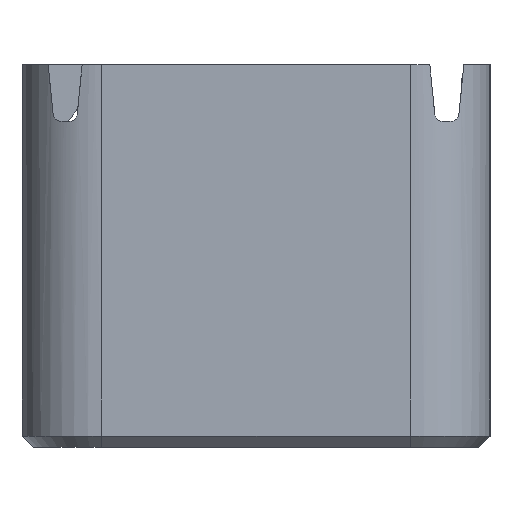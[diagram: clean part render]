
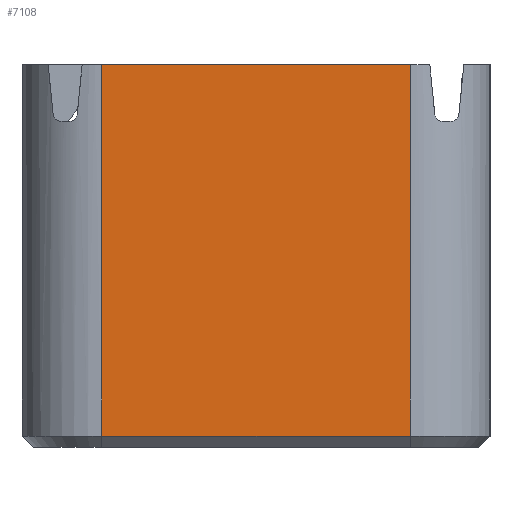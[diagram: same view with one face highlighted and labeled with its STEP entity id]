
A CAD part, left-side view. The second image highlights one B-rep face of the part: STEP entity #7108.
In plain terms, the highlighted planar face has unit normal (-1, 0, 0).
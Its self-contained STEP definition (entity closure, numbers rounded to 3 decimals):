
#100 = PLANE('',#101);
#101 = AXIS2_PLACEMENT_3D('',#102,#103,#104);
#102 = CARTESIAN_POINT('',(0.,0.,33.7));
#103 = DIRECTION('',(0.,0.,1.));
#104 = DIRECTION('',(1.,0.,0.));
#128 = CYLINDRICAL_SURFACE('',#129,7.);
#129 = AXIS2_PLACEMENT_3D('',#130,#131,#132);
#130 = CARTESIAN_POINT('',(7.,34.2,33.7));
#131 = DIRECTION('',(0.,0.,-1.));
#132 = DIRECTION('',(-1.,-0.,-0.));
#3896 = VERTEX_POINT('',#3897);
#3897 = CARTESIAN_POINT('',(0.,34.2,1.));
#3919 = EDGE_CURVE('',#3920,#3896,#3922,.T.);
#3920 = VERTEX_POINT('',#3921);
#3921 = CARTESIAN_POINT('',(0.,34.2,33.7));
#3922 = SURFACE_CURVE('',#3923,(#3927,#3934),.PCURVE_S1.);
#3923 = LINE('',#3924,#3925);
#3924 = CARTESIAN_POINT('',(0.,34.2,33.7));
#3925 = VECTOR('',#3926,1.);
#3926 = DIRECTION('',(0.,0.,-1.));
#3927 = PCURVE('',#128,#3928);
#3928 = DEFINITIONAL_REPRESENTATION('',(#3929),#3933);
#3929 = LINE('',#3930,#3931);
#3930 = CARTESIAN_POINT('',(0.,0.));
#3931 = VECTOR('',#3932,1.);
#3932 = DIRECTION('',(0.,1.));
#3933 = ( GEOMETRIC_REPRESENTATION_CONTEXT(2) 
PARAMETRIC_REPRESENTATION_CONTEXT() REPRESENTATION_CONTEXT('2D SPACE',''
  ) );
#3934 = PCURVE('',#3935,#3940);
#3935 = PLANE('',#3936);
#3936 = AXIS2_PLACEMENT_3D('',#3937,#3938,#3939);
#3937 = CARTESIAN_POINT('',(0.,0.,0.));
#3938 = DIRECTION('',(1.,0.,0.));
#3939 = DIRECTION('',(0.,0.,1.));
#3940 = DEFINITIONAL_REPRESENTATION('',(#3941),#3945);
#3941 = LINE('',#3942,#3943);
#3942 = CARTESIAN_POINT('',(33.7,-34.2));
#3943 = VECTOR('',#3944,1.);
#3944 = DIRECTION('',(-1.,0.));
#3945 = ( GEOMETRIC_REPRESENTATION_CONTEXT(2) 
PARAMETRIC_REPRESENTATION_CONTEXT() REPRESENTATION_CONTEXT('2D SPACE',''
  ) );
#4569 = EDGE_CURVE('',#3920,#4570,#4572,.T.);
#4570 = VERTEX_POINT('',#4571);
#4571 = CARTESIAN_POINT('',(0.,7.,33.7));
#4572 = SURFACE_CURVE('',#4573,(#4577,#4584),.PCURVE_S1.);
#4573 = LINE('',#4574,#4575);
#4574 = CARTESIAN_POINT('',(0.,41.2,33.7));
#4575 = VECTOR('',#4576,1.);
#4576 = DIRECTION('',(0.,-1.,0.));
#4577 = PCURVE('',#100,#4578);
#4578 = DEFINITIONAL_REPRESENTATION('',(#4579),#4583);
#4579 = LINE('',#4580,#4581);
#4580 = CARTESIAN_POINT('',(0.,41.2));
#4581 = VECTOR('',#4582,1.);
#4582 = DIRECTION('',(0.,-1.));
#4583 = ( GEOMETRIC_REPRESENTATION_CONTEXT(2) 
PARAMETRIC_REPRESENTATION_CONTEXT() REPRESENTATION_CONTEXT('2D SPACE',''
  ) );
#4584 = PCURVE('',#3935,#4585);
#4585 = DEFINITIONAL_REPRESENTATION('',(#4586),#4590);
#4586 = LINE('',#4587,#4588);
#4587 = CARTESIAN_POINT('',(33.7,-41.2));
#4588 = VECTOR('',#4589,1.);
#4589 = DIRECTION('',(0.,1.));
#4590 = ( GEOMETRIC_REPRESENTATION_CONTEXT(2) 
PARAMETRIC_REPRESENTATION_CONTEXT() REPRESENTATION_CONTEXT('2D SPACE',''
  ) );
#4607 = CYLINDRICAL_SURFACE('',#4608,7.);
#4608 = AXIS2_PLACEMENT_3D('',#4609,#4610,#4611);
#4609 = CARTESIAN_POINT('',(7.,7.,0.));
#4610 = DIRECTION('',(0.,0.,1.));
#4611 = DIRECTION('',(-1.,0.,0.));
#4954 = PLANE('',#4955);
#4955 = AXIS2_PLACEMENT_3D('',#4956,#4957,#4958);
#4956 = CARTESIAN_POINT('',(0.5,7.,0.5));
#4957 = DIRECTION('',(-0.707,0.,-0.707));
#4958 = DIRECTION('',(0.,1.,0.));
#7108 = ADVANCED_FACE('',(#7109),#3935,.F.);
#7109 = FACE_BOUND('',#7110,.F.);
#7110 = EDGE_LOOP('',(#7111,#7112,#7113,#7136));
#7111 = ORIENTED_EDGE('',*,*,#3919,.F.);
#7112 = ORIENTED_EDGE('',*,*,#4569,.T.);
#7113 = ORIENTED_EDGE('',*,*,#7114,.F.);
#7114 = EDGE_CURVE('',#7115,#4570,#7117,.T.);
#7115 = VERTEX_POINT('',#7116);
#7116 = CARTESIAN_POINT('',(0.,7.,1.));
#7117 = SURFACE_CURVE('',#7118,(#7122,#7129),.PCURVE_S1.);
#7118 = LINE('',#7119,#7120);
#7119 = CARTESIAN_POINT('',(0.,7.,0.));
#7120 = VECTOR('',#7121,1.);
#7121 = DIRECTION('',(0.,0.,1.));
#7122 = PCURVE('',#3935,#7123);
#7123 = DEFINITIONAL_REPRESENTATION('',(#7124),#7128);
#7124 = LINE('',#7125,#7126);
#7125 = CARTESIAN_POINT('',(0.,-7.));
#7126 = VECTOR('',#7127,1.);
#7127 = DIRECTION('',(1.,0.));
#7128 = ( GEOMETRIC_REPRESENTATION_CONTEXT(2) 
PARAMETRIC_REPRESENTATION_CONTEXT() REPRESENTATION_CONTEXT('2D SPACE',''
  ) );
#7129 = PCURVE('',#4607,#7130);
#7130 = DEFINITIONAL_REPRESENTATION('',(#7131),#7135);
#7131 = LINE('',#7132,#7133);
#7132 = CARTESIAN_POINT('',(0.,0.));
#7133 = VECTOR('',#7134,1.);
#7134 = DIRECTION('',(0.,1.));
#7135 = ( GEOMETRIC_REPRESENTATION_CONTEXT(2) 
PARAMETRIC_REPRESENTATION_CONTEXT() REPRESENTATION_CONTEXT('2D SPACE',''
  ) );
#7136 = ORIENTED_EDGE('',*,*,#7137,.T.);
#7137 = EDGE_CURVE('',#7115,#3896,#7138,.T.);
#7138 = SURFACE_CURVE('',#7139,(#7143,#7150),.PCURVE_S1.);
#7139 = LINE('',#7140,#7141);
#7140 = CARTESIAN_POINT('',(0.,7.,1.));
#7141 = VECTOR('',#7142,1.);
#7142 = DIRECTION('',(0.,1.,0.));
#7143 = PCURVE('',#3935,#7144);
#7144 = DEFINITIONAL_REPRESENTATION('',(#7145),#7149);
#7145 = LINE('',#7146,#7147);
#7146 = CARTESIAN_POINT('',(1.,-7.));
#7147 = VECTOR('',#7148,1.);
#7148 = DIRECTION('',(0.,-1.));
#7149 = ( GEOMETRIC_REPRESENTATION_CONTEXT(2) 
PARAMETRIC_REPRESENTATION_CONTEXT() REPRESENTATION_CONTEXT('2D SPACE',''
  ) );
#7150 = PCURVE('',#4954,#7151);
#7151 = DEFINITIONAL_REPRESENTATION('',(#7152),#7156);
#7152 = LINE('',#7153,#7154);
#7153 = CARTESIAN_POINT('',(0.,-0.707));
#7154 = VECTOR('',#7155,1.);
#7155 = DIRECTION('',(1.,0.));
#7156 = ( GEOMETRIC_REPRESENTATION_CONTEXT(2) 
PARAMETRIC_REPRESENTATION_CONTEXT() REPRESENTATION_CONTEXT('2D SPACE',''
  ) );
